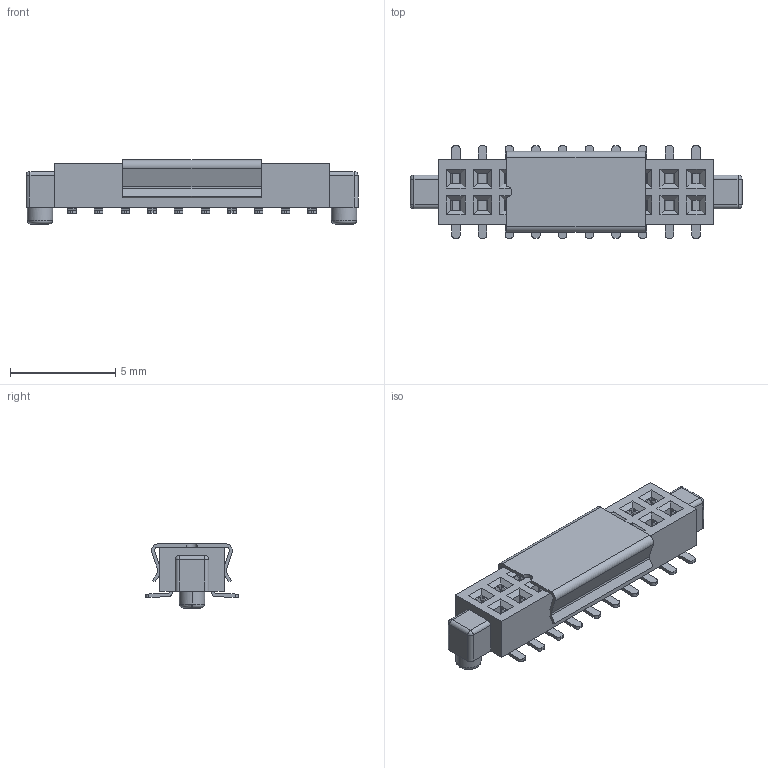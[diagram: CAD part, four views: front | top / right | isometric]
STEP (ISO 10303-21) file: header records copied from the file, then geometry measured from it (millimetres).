
FILE_DESCRIPTION( ('This file contains a STEP AP42 implementation' ,'as created by ZW3D STEP Interface translator.') ,'2;1' );
FILE_NAME( '2321-2XXMXXXUNX3.stp' ,'23 9 5. 95324', (''), ('ZWCAD Software Co.'), 'Version 1.0', 'ZW3D to STEP translator', '' );
FILE_SCHEMA(('AUTOMOTIVE_DESIGN { 1 0 10303 214 1 1 1 1 }'));
Length unit declared in the file: millimetre
Products named in the file (1): 0
Bounding box: 15.8 x 4.4 x 3.05 mm (x, y, z)
Volume: 80.4 mm3; surface area: 529.1 mm2
Topology: 2 solids, 2 shells, 1926 faces, 5428 edges, 3568 vertices
Faces by surface type: plane 1171, cylinder 411, bspline 340, sphere 4
Entity records: 84345 total; most frequent: CARTESIAN_POINT 43299, ORIENTED_EDGE 10856, EDGE_CURVE 5428, B_SPLINE_CURVE_WITH_KNOTS 4648, DIRECTION 4014, VERTEX_POINT 3568, EDGE_LOOP 1988, FACE_OUTER_BOUND 1926
